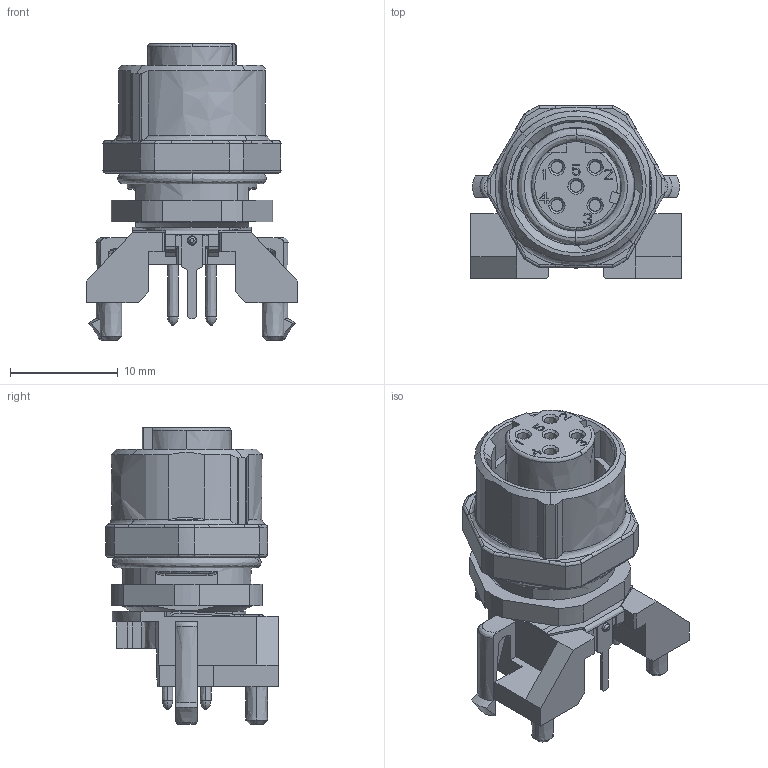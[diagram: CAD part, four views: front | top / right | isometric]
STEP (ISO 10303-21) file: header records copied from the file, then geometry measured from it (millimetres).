
FILE_DESCRIPTION(('CATIA V5 STEP Exchange','CAx-IF Rec.Pracs.--- Model Styling and Organization---1.4--- 2014-01-23'),'2;1');
FILE_NAME ('D1464360_1_8902820000_8902820000.stp','2020-04-20T08:10:49+00:00',('none'),('Weidmueller'),'CATIA Version 5-6 Release 2016 SP3 HF44','CATIA V5 STEP AP214','none');
FILE_SCHEMA(('AUTOMOTIVE_DESIGN { 1 0 10303 214 1 1 1 1 }'));
Length unit declared in the file: millimetre
Products named in the file (1): 8902820000
Bounding box: 19.5 x 16 x 27.5 mm (x, y, z)
Volume: 2835.3 mm3; surface area: 3759 mm2
Topology: 11 solids, 11 shells, 669 faces, 1750 edges, 1116 vertices
Faces by surface type: plane 381, bspline 288
Entity records: 26221 total; most frequent: CARTESIAN_POINT 13197, ORIENTED_EDGE 3500, EDGE_CURVE 1750, DIRECTION 1657, VERTEX_POINT 1116, VECTOR 895, LINE 895, EDGE_LOOP 694
